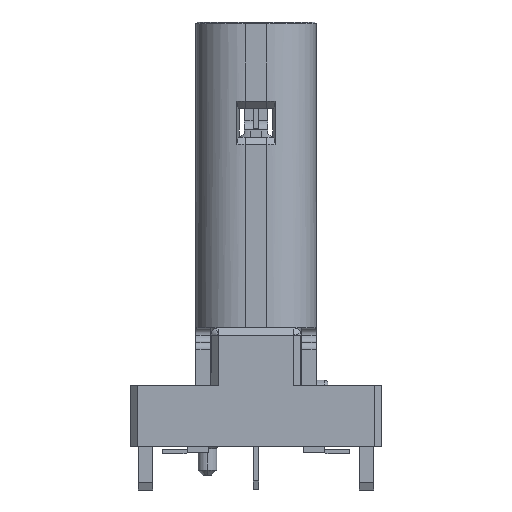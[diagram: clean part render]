
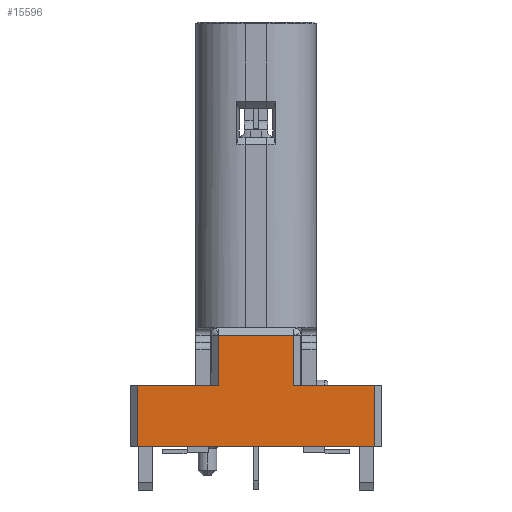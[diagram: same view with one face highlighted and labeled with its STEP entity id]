
A CAD part, left-side view. The second image highlights one B-rep face of the part: STEP entity #15596.
In plain terms, the highlighted face is planar.
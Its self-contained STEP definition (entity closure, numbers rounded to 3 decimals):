
#48 = LINE ( 'NONE', #9860, #21140 ) ;
#304 = EDGE_CURVE ( 'NONE', #12975, #26583, #29505, .T. ) ;
#1103 = ORIENTED_EDGE ( 'NONE', *, *, #304, .F. ) ;
#1490 = CARTESIAN_POINT ( 'NONE',  ( 5.5, -5.4, -3.3 ) ) ;
#2921 = ORIENTED_EDGE ( 'NONE', *, *, #5870, .T. ) ;
#3330 = VECTOR ( 'NONE', #9701, 1000. ) ;
#3870 = DIRECTION ( 'NONE',  ( 0., 0., -1. ) ) ;
#3884 = ORIENTED_EDGE ( 'NONE', *, *, #27923, .T. ) ;
#3902 = EDGE_CURVE ( 'NONE', #16575, #14499, #19217, .T. ) ;
#3988 = CARTESIAN_POINT ( 'NONE',  ( 5.5, -4., -1.05 ) ) ;
#4063 = CARTESIAN_POINT ( 'NONE',  ( 5.5, -7.1, 1.72 ) ) ;
#4138 = EDGE_CURVE ( 'NONE', #16575, #17415, #4147, .T. ) ;
#4147 = LINE ( 'NONE', #3988, #10711 ) ;
#4308 = ORIENTED_EDGE ( 'NONE', *, *, #11440, .T. ) ;
#4732 = FACE_OUTER_BOUND ( 'NONE', #25696, .T. ) ;
#5187 = VERTEX_POINT ( 'NONE', #10239 ) ;
#5293 = CARTESIAN_POINT ( 'NONE',  ( 5.5, -5.4, -3.3 ) ) ;
#5648 = VECTOR ( 'NONE', #24682, 1000. ) ;
#5870 = EDGE_CURVE ( 'NONE', #17742, #26583, #48, .T. ) ;
#7629 = CARTESIAN_POINT ( 'NONE',  ( 5.5, -5.4, 1.05 ) ) ;
#8448 = ORIENTED_EDGE ( 'NONE', *, *, #4138, .T. ) ;
#8681 = DIRECTION ( 'NONE',  ( 0., 0., -1. ) ) ;
#9480 = DIRECTION ( 'NONE',  ( -1., 0., 0. ) ) ;
#9701 = DIRECTION ( 'NONE',  ( 0., 0., -1. ) ) ;
#9860 = CARTESIAN_POINT ( 'NONE',  ( 5.5, -5.4, 1.05 ) ) ;
#10011 = DIRECTION ( 'NONE',  ( 0., -1., 0. ) ) ;
#10239 = CARTESIAN_POINT ( 'NONE',  ( 5.5, -7.1, 3.3 ) ) ;
#10711 = VECTOR ( 'NONE', #22893, 1000. ) ;
#10747 = CARTESIAN_POINT ( 'NONE',  ( 5.5, -4., 1.05 ) ) ;
#11009 = LINE ( 'NONE', #1490, #5648 ) ;
#11440 = EDGE_CURVE ( 'NONE', #17415, #17742, #13222, .T. ) ;
#11503 = ORIENTED_EDGE ( 'NONE', *, *, #19149, .T. ) ;
#12351 = AXIS2_PLACEMENT_3D ( 'NONE', #13800, #9480, #16103 ) ;
#12975 = VERTEX_POINT ( 'NONE', #15445 ) ;
#13112 = CARTESIAN_POINT ( 'NONE',  ( 5.5, -7.1, -3.3 ) ) ;
#13222 = LINE ( 'NONE', #10747, #29364 ) ;
#13530 = DIRECTION ( 'NONE',  ( 0., 0., 1. ) ) ;
#13800 = CARTESIAN_POINT ( 'NONE',  ( 5.5, -5.4, 1.72 ) ) ;
#14023 = CARTESIAN_POINT ( 'NONE',  ( 5.5, -5.4, 1.72 ) ) ;
#14084 = CARTESIAN_POINT ( 'NONE',  ( 5.5, -4., 1.05 ) ) ;
#14113 = PLANE ( 'NONE',  #12351 ) ;
#14499 = VERTEX_POINT ( 'NONE', #5293 ) ;
#14562 = LINE ( 'NONE', #23917, #28218 ) ;
#15445 = CARTESIAN_POINT ( 'NONE',  ( 5.5, -5.4, 3.3 ) ) ;
#15596 = ADVANCED_FACE ( 'NONE', ( #4732 ), #14113, .F. ) ;
#16103 = DIRECTION ( 'NONE',  ( 0., -1., 0. ) ) ;
#16575 = VERTEX_POINT ( 'NONE', #22670 ) ;
#17415 = VERTEX_POINT ( 'NONE', #18742 ) ;
#17742 = VERTEX_POINT ( 'NONE', #14084 ) ;
#18181 = LINE ( 'NONE', #4063, #18365 ) ;
#18365 = VECTOR ( 'NONE', #8681, 1000. ) ;
#18742 = CARTESIAN_POINT ( 'NONE',  ( 5.5, -4., -1.05 ) ) ;
#19149 = EDGE_CURVE ( 'NONE', #27827, #14499, #11009, .T. ) ;
#19217 = LINE ( 'NONE', #14023, #3330 ) ;
#19297 = DIRECTION ( 'NONE',  ( 0., -1., 0. ) ) ;
#21140 = VECTOR ( 'NONE', #10011, 1000. ) ;
#22670 = CARTESIAN_POINT ( 'NONE',  ( 5.5, -5.4, -1.05 ) ) ;
#22893 = DIRECTION ( 'NONE',  ( 0., 1., 0. ) ) ;
#23917 = CARTESIAN_POINT ( 'NONE',  ( 5.5, -5.4, 3.3 ) ) ;
#24682 = DIRECTION ( 'NONE',  ( 0., 1., 0. ) ) ;
#25066 = ORIENTED_EDGE ( 'NONE', *, *, #25530, .T. ) ;
#25530 = EDGE_CURVE ( 'NONE', #5187, #27827, #18181, .T. ) ;
#25696 = EDGE_LOOP ( 'NONE', ( #2921, #1103, #3884, #25066, #11503, #28303, #8448, #4308 ) ) ;
#26583 = VERTEX_POINT ( 'NONE', #7629 ) ;
#27211 = CARTESIAN_POINT ( 'NONE',  ( 5.5, -5.4, 1.72 ) ) ;
#27686 = VECTOR ( 'NONE', #3870, 1000. ) ;
#27827 = VERTEX_POINT ( 'NONE', #13112 ) ;
#27923 = EDGE_CURVE ( 'NONE', #12975, #5187, #14562, .T. ) ;
#28218 = VECTOR ( 'NONE', #19297, 1000. ) ;
#28303 = ORIENTED_EDGE ( 'NONE', *, *, #3902, .F. ) ;
#29364 = VECTOR ( 'NONE', #13530, 1000. ) ;
#29505 = LINE ( 'NONE', #27211, #27686 ) ;
